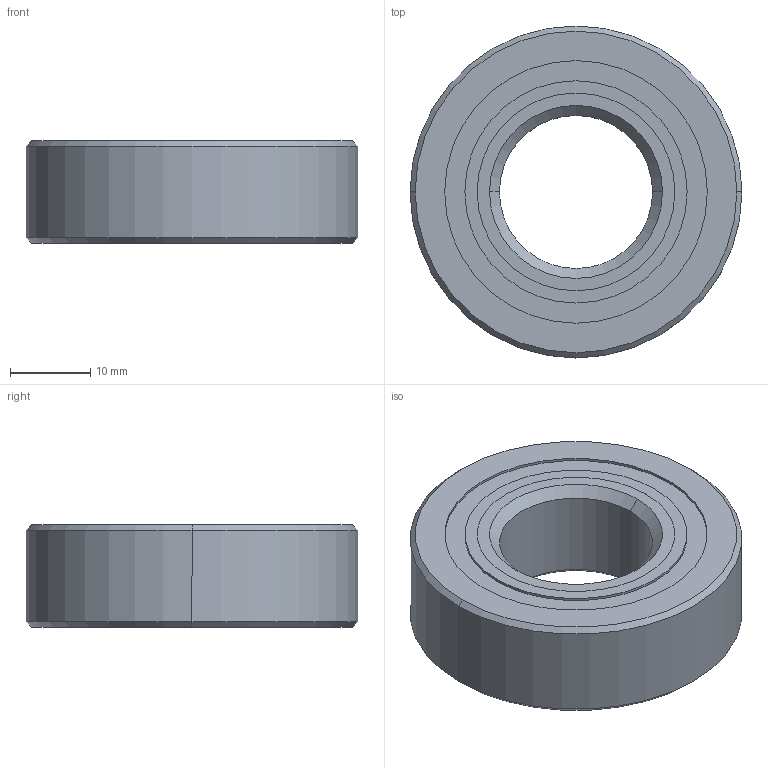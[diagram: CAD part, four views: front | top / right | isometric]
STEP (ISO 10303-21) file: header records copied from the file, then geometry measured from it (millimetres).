
FILE_DESCRIPTION (( 'STEP AP203' ), '1' );
FILE_NAME ('C006-325_6384K67_sldprt.STEP', '2016-06-02T17:07:17', ( 'Shusen Zhang' ), ( 'MathWorks' ), 'SwSTEP 2.0', 'SolidWorks 2015', '' );
FILE_SCHEMA (( 'CONFIG_CONTROL_DESIGN' ));
Length unit declared in the file: inch
Products named in the file (1): C006-325_6384K67_sldprt
Bounding box: 41.27 x 41.27 x 12.7 mm (x, y, z)
Volume: 11956.7 mm3; surface area: 11450.5 mm2
Topology: 19 solids, 19 shells, 81 faces, 204 edges, 134 vertices
Faces by surface type: sphere 28, cylinder 24, cone 12, plane 11, torus 6
Entity records: 2013 total; most frequent: DIRECTION 396, CARTESIAN_POINT 308, ORIENTED_EDGE 268, AXIS2_PLACEMENT_3D 180, EDGE_CURVE 134, CIRCLE 98, EDGE_LOOP 92, VERTEX_POINT 92
